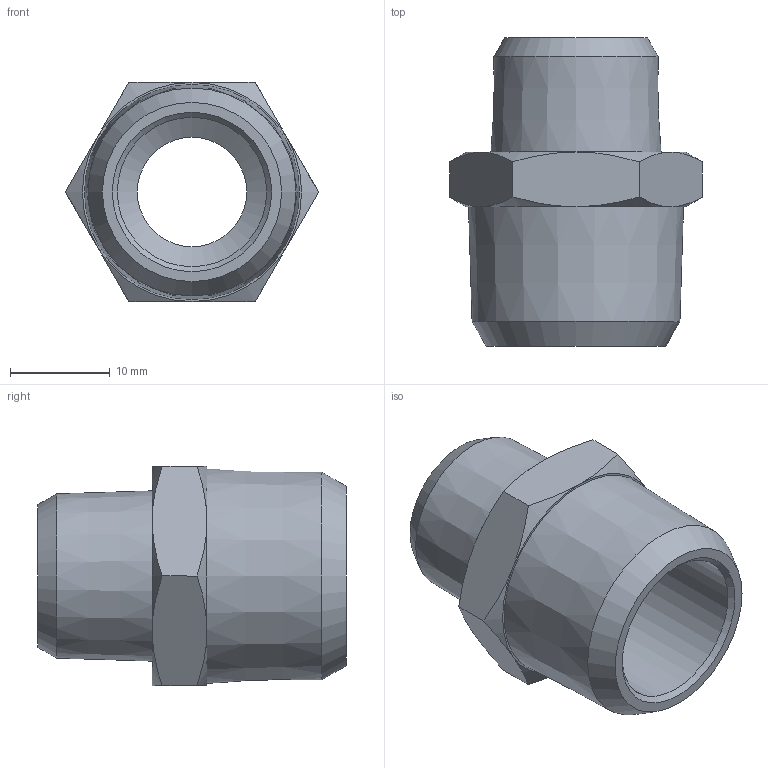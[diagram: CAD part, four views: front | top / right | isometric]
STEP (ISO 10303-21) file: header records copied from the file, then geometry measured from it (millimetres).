
FILE_DESCRIPTION (( 'STEP AP214' ), '1' );
FILE_NAME ('020200001AC00A.STEP', '2013-08-08T06:40:07', ( 'ST01' ), ( '' ), 'SwSTEP 2.0', 'SolidWorks 2012', '' );
FILE_SCHEMA (( 'AUTOMOTIVE_DESIGN' ));
Length unit declared in the file: millimetre
Products named in the file (1): 020200001AC00A
Bounding box: 25.4 x 31 x 22 mm (x, y, z)
Volume: 5271.6 mm3; surface area: 3625.9 mm2
Topology: 1 solids, 1 shells, 31 faces, 65 edges, 38 vertices
Faces by surface type: cone 19, plane 10, cylinder 2
Full cylindrical faces by diameter (mm): 11 x1, 15 x1
Entity records: 862 total; most frequent: CARTESIAN_POINT 242, DIRECTION 118, ORIENTED_EDGE 108, AXIS2_PLACEMENT_3D 56, EDGE_CURVE 54, EDGE_LOOP 44, VERTEX_POINT 36, FACE_OUTER_BOUND 33
